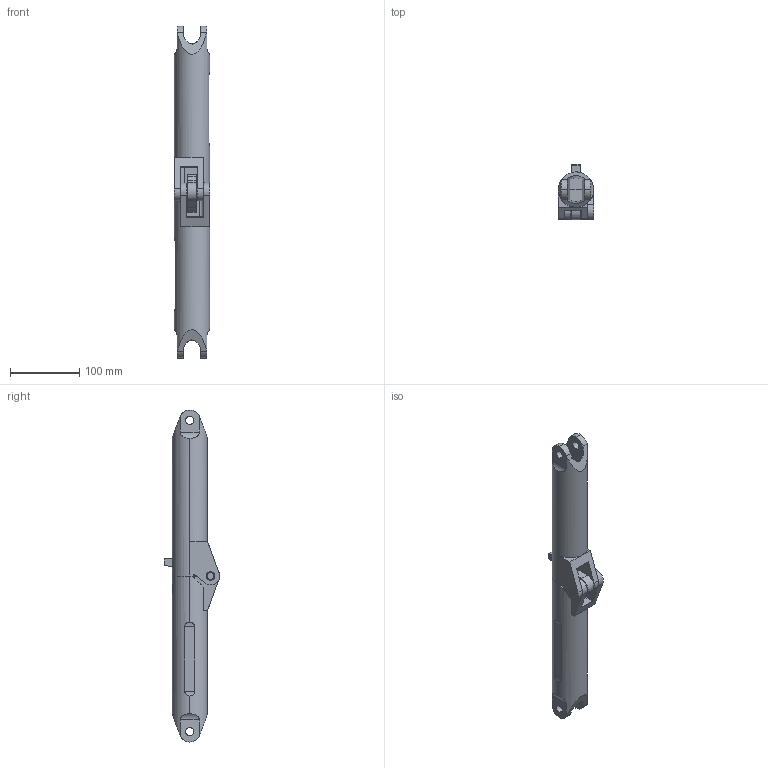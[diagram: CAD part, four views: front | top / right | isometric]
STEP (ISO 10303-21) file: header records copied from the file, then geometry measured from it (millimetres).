
FILE_DESCRIPTION (( 'STEP AP203' ), '1' );
FILE_NAME ('T58795.STEP', '2018-08-13T08:57:24', ( '' ), ( '' ), 'SwSTEP 2.0', 'SolidWorks 2016', '' );
FILE_SCHEMA (( 'CONFIG_CONTROL_DESIGN' ));
Length unit declared in the file: millimetre
Products named in the file (9): TH370; S3011_Compressed; spring pin slotted_hd_doughty fastners - stainless_Spring Pin ISO 8752 - 5 x 16St; B Washer_Bright washer BS 4320 - M12 (Form B); TH371; TH381; T58795; TH2041; TH2145
Assembly tree (9 placements, depth 4):
  T58795
    TH381  x2
    TH371
    TH2145
      TH370
        TH2041
      spring pin slotted_hd_doughty fastners - stainless_Spring Pin ISO 8752 - 5 x 16St
    B Washer_Bright washer BS 4320 - M12 (Form B)
    S3011_Compressed
Bounding box: 51 x 80.6 x 480 mm (x, y, z)
Volume: 632953 mm3; surface area: 146989.8 mm2
Topology: 7 solids, 7 shells, 212 faces, 559 edges, 361 vertices
Faces by surface type: plane 91, cylinder 86, torus 20, cone 13, bspline 2
Entity records: 9703 total; most frequent: CARTESIAN_POINT 4967, DIRECTION 827, ORIENTED_EDGE 776, EDGE_CURVE 388, AXIS2_PLACEMENT_3D 316, VERTEX_POINT 249, VECTOR 195, LINE 195
